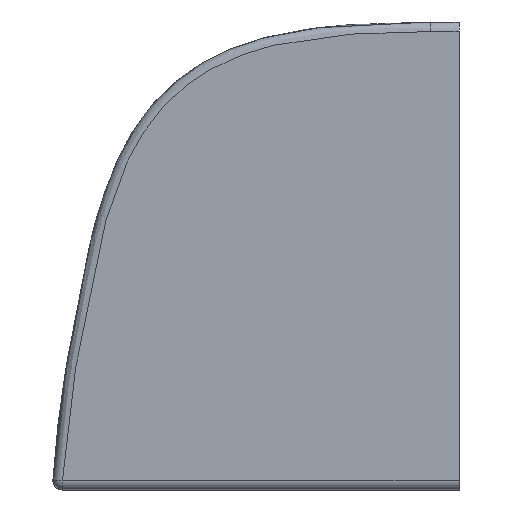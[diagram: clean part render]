
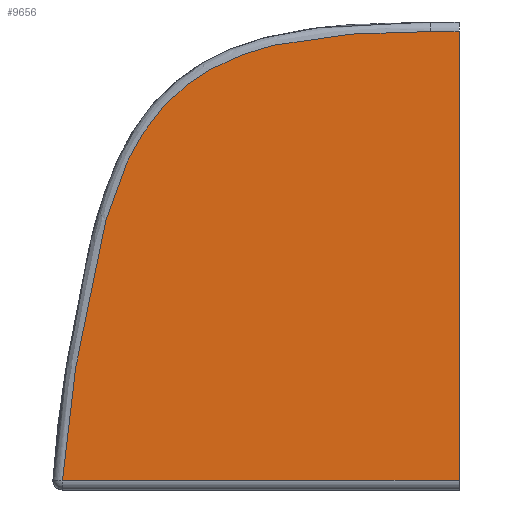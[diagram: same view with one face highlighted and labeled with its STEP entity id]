
A CAD part, front view. The second image highlights one B-rep face of the part: STEP entity #9656.
In plain terms, the highlighted planar face has unit normal (0, -1, 0).
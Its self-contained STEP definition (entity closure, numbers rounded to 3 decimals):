
#54=PLANE('',#10245);
#638=FACE_OUTER_BOUND('',#1176,.T.);
#1176=EDGE_LOOP('',(#8671,#8672,#8673,#8674));
#2147=B_SPLINE_CURVE_WITH_KNOTS('',3,(#29948,#29949,#29950,#29951,#29952,
#29953,#29954,#29955,#29956,#29957,#29958,#29959,#29960,#29961),
 .UNSPECIFIED.,.F.,.F.,(4,1,1,1,1,1,1,1,1,1,1,4),(0.1,1.115,
1.623,2.13,3.146,3.653,4.161,
4.669,5.176,6.191,6.699,7.207),
 .UNSPECIFIED.);
#2664=LINE('',#28228,#3141);
#2673=LINE('',#29821,#3150);
#2674=LINE('',#29862,#3151);
#3141=VECTOR('',#11750,10.);
#3150=VECTOR('',#11799,10.);
#3151=VECTOR('',#11802,10.);
#4135=VERTEX_POINT('',#28225);
#4136=VERTEX_POINT('',#28227);
#4141=VERTEX_POINT('',#29674);
#4147=VERTEX_POINT('',#29824);
#5553=EDGE_CURVE('',#4135,#4136,#2664,.T.);
#5594=EDGE_CURVE('',#4136,#4141,#2673,.T.);
#5596=EDGE_CURVE('',#4147,#4135,#2674,.T.);
#5599=EDGE_CURVE('',#4141,#4147,#2147,.T.);
#8671=ORIENTED_EDGE('',*,*,#5594,.F.);
#8672=ORIENTED_EDGE('',*,*,#5553,.F.);
#8673=ORIENTED_EDGE('',*,*,#5596,.F.);
#8674=ORIENTED_EDGE('',*,*,#5599,.F.);
#9656=ADVANCED_FACE('',(#638),#54,.T.);
#10245=AXIS2_PLACEMENT_3D('',#42899,#11872,#11873);
#11750=DIRECTION('',(0.,0.,-1.));
#11799=DIRECTION('',(-1.,0.,0.));
#11802=DIRECTION('',(1.,0.,0.));
#11872=DIRECTION('center_axis',(0.,-1.,0.));
#11873=DIRECTION('ref_axis',(1.,0.,0.));
#28225=CARTESIAN_POINT('',(-80.9,-96.1,290.13));
#28227=CARTESIAN_POINT('',(-80.9,-96.1,243.13));
#28228=CARTESIAN_POINT('',(-80.9,-96.1,286.13));
#29674=CARTESIAN_POINT('',(-122.431,-96.1,243.13));
#29821=CARTESIAN_POINT('',(-111.335,-96.1,243.13));
#29824=CARTESIAN_POINT('',(-83.899,-96.1,290.13));
#29862=CARTESIAN_POINT('',(-90.063,-96.1,290.13));
#29948=CARTESIAN_POINT('Ctrl Pts',(-122.431,-96.1,243.13));
#29949=CARTESIAN_POINT('Ctrl Pts',(-122.354,-96.1,246.515));
#29950=CARTESIAN_POINT('Ctrl Pts',(-121.643,-96.1,251.553));
#29951=CARTESIAN_POINT('Ctrl Pts',(-120.485,-96.1,258.21));
#29952=CARTESIAN_POINT('Ctrl Pts',(-119.261,-96.1,264.866));
#29953=CARTESIAN_POINT('Ctrl Pts',(-117.797,-96.1,271.489));
#29954=CARTESIAN_POINT('Ctrl Pts',(-115.2,-96.1,277.767));
#29955=CARTESIAN_POINT('Ctrl Pts',(-112.376,-96.1,282.023));
#29956=CARTESIAN_POINT('Ctrl Pts',(-108.558,-96.1,285.439));
#29957=CARTESIAN_POINT('Ctrl Pts',(-102.457,-96.1,288.502));
#29958=CARTESIAN_POINT('Ctrl Pts',(-95.721,-96.1,289.663));
#29959=CARTESIAN_POINT('Ctrl Pts',(-88.977,-96.1,290.079));
#29960=CARTESIAN_POINT('Ctrl Pts',(-85.591,-96.1,290.13));
#29961=CARTESIAN_POINT('Ctrl Pts',(-83.899,-96.1,290.13));
#42899=CARTESIAN_POINT('Origin',(-99.226,-96.1,266.631));
